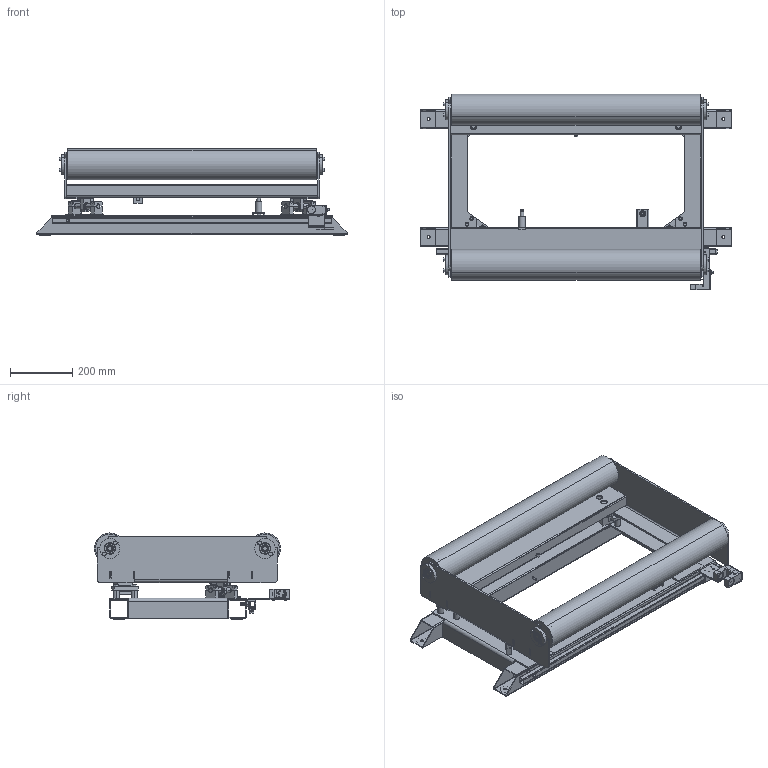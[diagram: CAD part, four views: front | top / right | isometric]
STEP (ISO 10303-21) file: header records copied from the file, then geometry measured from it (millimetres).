
FILE_DESCRIPTION((''),'2;1');
FILE_NAME('130905.1.stp','2015-09-03T15:22:24',(''),(''),'Mechanical Desktop 2009','Mechanical Desktop 2009',', , ');
FILE_SCHEMA(('CONFIG_CONTROL_DESIGN'));
Length unit declared in the file: millimetre
Products named in the file (359): K1309051; K1309052; K1309055A; K1309055; K1309056A; K1309056; K1307238; K1307238A; K1307239; K1307239A; K1309064; K1309064A; K0806235AA; K0806235; BLINDNIETMUTTER_M6_UT_FESG3_5; BLINDNIETMUTTER_M6_UT_FESG3_5A; SCHWEISSBOLZEN_M6X16A; SCHWEISSBOLZEN_M6X16; U-SCHEIBE_10_5_35X2_5; U-SCHEIBE_10_5_35X2_5A; K1309052|AVE_RENDER; K1309052|AVE_GLOBAL; K1309052|RM_SDB; K1309057; K1307234A; K1307234; K1307235; K1307235A; K1309058A; K1309058; K1309059A; K1309059; K0806235A; 6KT-SCHRAUBE_M6X8A; 6KT-SCHRAUBE_M6X8; U-SCHEIBE_M6AA; U-SCHEIBE_M6A; K1309065; K1309065A; K1309057|AVE_RENDER ...
Assembly tree (668 placements, depth 6):
  K1309051
    K1309052
      K1309055A
        K1309055
      K1309056A
        K1309056
      K1307238
        K1307238A
      K1307239
        K1307239A
      K1309064
        K1309064A
      K0806235AA
        K0806235
      BLINDNIETMUTTER_M6_UT_FESG3_5  x2
        BLINDNIETMUTTER_M6_UT_FESG3_5A
      SCHWEISSBOLZEN_M6X16A
        SCHWEISSBOLZEN_M6X16
      U-SCHEIBE_10_5_35X2_5  x4
        U-SCHEIBE_10_5_35X2_5A
      K1309052|AVE_RENDER  x8
      K1309052|AVE_GLOBAL
      K1309052|RM_SDB  x3
    K1309057
      K1307234A
        K1307234
      K1307235
        K1307235A
      K1309058A
        K1309058
      K1309059A
        K1309059
      K0806235A
        K0806235
      6KT-SCHRAUBE_M6X8A
        6KT-SCHRAUBE_M6X8
      U-SCHEIBE_M6AA
        U-SCHEIBE_M6A
      K1309065
        K1309065A
      K1309057|AVE_RENDER  x8
      K1309057|AVE_GLOBAL
      K1309057|RM_SDB  x3
    K0605198  x4
      K0605198A
    WELLE_D16H6X110_ROSTFREIA  x2
      WELLE_D16H6X110_ROSTFREI
    I-6KT_SCHRAUBE_M6X40A  x8
      I-6KT_SCHRAUBE_M6X40
    K0602286  x2
      K0602286A
    K0605202A  x4
      K0605202
    6KT-SCHRAUBE_M8X45  x4
      6KT-SCHRAUBE_M8X45A
    U-SCHEIBE_M8A  x8
      U-SCHEIBE_M8
    K0605203A  x2
      K0605203
    KUGEL_ZU_GLEITLAGERBOCK_D16DU  x2
Bounding box: 1000 x 629.44 x 277.44 mm (x, y, z)
Volume: 7566977.2 mm3; surface area: 3775139.8 mm2
Topology: 653 solids, 654 shells, 7517 faces, 17646 edges, 11620 vertices
Faces by surface type: plane 4958, cylinder 1810, bspline 419, cone 216, torus 102, sphere 12
Full cylindrical faces by diameter (mm): 3 x1
Entity records: 75858 total; most frequent: CARTESIAN_POINT 17179, DIRECTION 11951, ORIENTED_EDGE 10562, EDGE_CURVE 5281, AXIS2_PLACEMENT_3D 4198, VECTOR 3555, LINE 3555, VERTEX_POINT 3444
